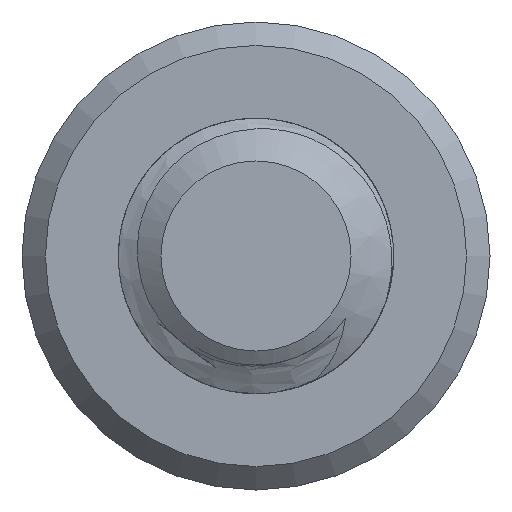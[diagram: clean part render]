
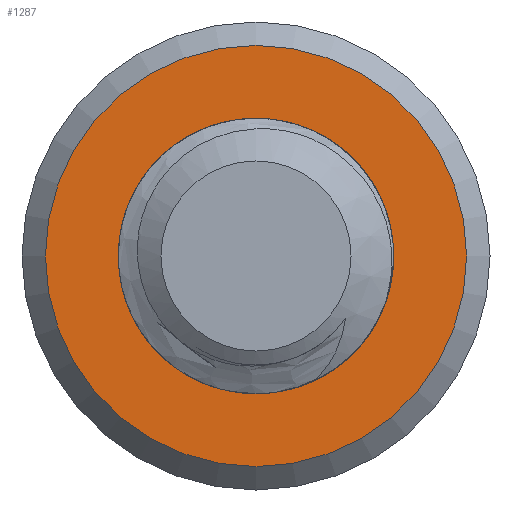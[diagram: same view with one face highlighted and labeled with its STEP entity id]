
A CAD part, left-side view. The second image highlights one B-rep face of the part: STEP entity #1287.
In plain terms, the highlighted face is planar.
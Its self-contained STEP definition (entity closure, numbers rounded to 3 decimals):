
#20=FACE_BOUND('',#185,.T.);
#23=PLANE('',#1390);
#109=FACE_OUTER_BOUND('',#184,.T.);
#184=EDGE_LOOP('',(#1128));
#185=EDGE_LOOP('',(#1129,#1130,#1131,#1132));
#198=CIRCLE('',#1316,2.5);
#202=CIRCLE('',#1370,3.825);
#208=CIRCLE('',#1381,1.98);
#321=B_SPLINE_CURVE_WITH_KNOTS('',3,(#6198,#6199,#6200,#6201,#6202,#6203,
#6204,#6205,#6206,#6207,#6208,#6209,#6210,#6211,#6212,#6213),
 .UNSPECIFIED.,.F.,.F.,(4,2,2,2,2,2,2,4),(0.,0.052,0.102,
0.179,0.282,0.412,0.537,
0.687),.UNSPECIFIED.);
#322=B_SPLINE_CURVE_WITH_KNOTS('',3,(#6888,#6889,#6890,#6891,#6892,#6893,
#6894,#6895,#6896,#6897,#6898,#6899,#6900,#6901,#6902,#6903,#6904,#6905),
 .UNSPECIFIED.,.F.,.F.,(4,2,2,2,2,2,2,2,4),(0.,0.05,0.096,
0.183,0.271,0.359,0.451,
0.529,0.639),.UNSPECIFIED.);
#457=VERTEX_POINT('',#1658);
#458=VERTEX_POINT('',#1671);
#561=VERTEX_POINT('',#5415);
#570=VERTEX_POINT('',#5484);
#571=VERTEX_POINT('',#5497);
#584=EDGE_CURVE('',#457,#458,#198,.T.);
#737=EDGE_CURVE('',#561,#561,#202,.T.);
#751=EDGE_CURVE('',#571,#570,#208,.T.);
#755=EDGE_CURVE('',#570,#458,#321,.T.);
#756=EDGE_CURVE('',#457,#571,#322,.T.);
#1128=ORIENTED_EDGE('',*,*,#737,.T.);
#1129=ORIENTED_EDGE('',*,*,#584,.F.);
#1130=ORIENTED_EDGE('',*,*,#756,.T.);
#1131=ORIENTED_EDGE('',*,*,#751,.T.);
#1132=ORIENTED_EDGE('',*,*,#755,.T.);
#1287=ADVANCED_FACE('',(#109,#20),#23,.F.);
#1316=AXIS2_PLACEMENT_3D('',#1672,#1411,#1412);
#1370=AXIS2_PLACEMENT_3D('',#5417,#1569,#1570);
#1381=AXIS2_PLACEMENT_3D('',#5498,#1594,#1595);
#1390=AXIS2_PLACEMENT_3D('',#6917,#1612,#1613);
#1411=DIRECTION('center_axis',(0.,0.,1.));
#1412=DIRECTION('ref_axis',(1.,0.,0.));
#1569=DIRECTION('center_axis',(0.,0.,1.));
#1570=DIRECTION('ref_axis',(-1.,0.,0.));
#1594=DIRECTION('center_axis',(0.,0.,-1.));
#1595=DIRECTION('ref_axis',(1.,0.,0.));
#1612=DIRECTION('center_axis',(0.,0.,-1.));
#1613=DIRECTION('ref_axis',(-1.,0.,0.));
#1658=CARTESIAN_POINT('',(0.,2.5,-20.));
#1671=CARTESIAN_POINT('',(-1.752,1.784,-20.));
#1672=CARTESIAN_POINT('Origin',(0.,0.,-20.));
#5415=CARTESIAN_POINT('',(3.825,0.,-20.));
#5417=CARTESIAN_POINT('Origin',(0.,0.,-20.));
#5484=CARTESIAN_POINT('',(0.,-1.98,-20.));
#5497=CARTESIAN_POINT('',(1.388,-1.413,-20.));
#5498=CARTESIAN_POINT('Origin',(0.,0.,-20.));
#6198=CARTESIAN_POINT('Ctrl Pts',(0.,-1.98,
-20.));
#6199=CARTESIAN_POINT('Ctrl Pts',(-0.173,-1.998,
-20.));
#6200=CARTESIAN_POINT('Ctrl Pts',(-0.348,-1.994,
-20.));
#6201=CARTESIAN_POINT('Ctrl Pts',(-0.685,-1.943,-20.));
#6202=CARTESIAN_POINT('Ctrl Pts',(-0.846,-1.898,
-20.));
#6203=CARTESIAN_POINT('Ctrl Pts',(-1.238,-1.738,-20.));
#6204=CARTESIAN_POINT('Ctrl Pts',(-1.456,-1.597,-20.));
#6205=CARTESIAN_POINT('Ctrl Pts',(-1.891,-1.185,-20.));
#6206=CARTESIAN_POINT('Ctrl Pts',(-2.045,-0.923,
-20.));
#6207=CARTESIAN_POINT('Ctrl Pts',(-2.26,-0.439,-20.));
#6208=CARTESIAN_POINT('Ctrl Pts',(-2.326,-0.148,-20.));
#6209=CARTESIAN_POINT('Ctrl Pts',(-2.347,0.432,-20.));
#6210=CARTESIAN_POINT('Ctrl Pts',(-2.304,0.716,-20.));
#6211=CARTESIAN_POINT('Ctrl Pts',(-2.101,1.306,-20.));
#6212=CARTESIAN_POINT('Ctrl Pts',(-1.928,1.576,-20.));
#6213=CARTESIAN_POINT('Ctrl Pts',(-1.752,1.784,-20.));
#6888=CARTESIAN_POINT('Ctrl Pts',(0.,2.5,
-20.));
#6889=CARTESIAN_POINT('Ctrl Pts',(0.165,2.487,-20.));
#6890=CARTESIAN_POINT('Ctrl Pts',(0.329,2.456,-20.));
#6891=CARTESIAN_POINT('Ctrl Pts',(0.635,2.366,-20.));
#6892=CARTESIAN_POINT('Ctrl Pts',(0.777,2.308,-20.));
#6893=CARTESIAN_POINT('Ctrl Pts',(1.171,2.102,-20.));
#6894=CARTESIAN_POINT('Ctrl Pts',(1.402,1.92,-20.));
#6895=CARTESIAN_POINT('Ctrl Pts',(1.789,1.481,-20.));
#6896=CARTESIAN_POINT('Ctrl Pts',(1.932,1.236,-20.));
#6897=CARTESIAN_POINT('Ctrl Pts',(2.117,0.751,-20.));
#6898=CARTESIAN_POINT('Ctrl Pts',(2.165,0.494,-20.));
#6899=CARTESIAN_POINT('Ctrl Pts',(2.167,-0.039,
-20.));
#6900=CARTESIAN_POINT('Ctrl Pts',(2.115,-0.311,-20.));
#6901=CARTESIAN_POINT('Ctrl Pts',(1.927,-0.78,-20.));
#6902=CARTESIAN_POINT('Ctrl Pts',(1.825,-0.938,-20.));
#6903=CARTESIAN_POINT('Ctrl Pts',(1.647,-1.179,-20.));
#6904=CARTESIAN_POINT('Ctrl Pts',(1.525,-1.305,-20.));
#6905=CARTESIAN_POINT('Ctrl Pts',(1.388,-1.413,-20.));
#6917=CARTESIAN_POINT('Origin',(0.,0.,-20.));
